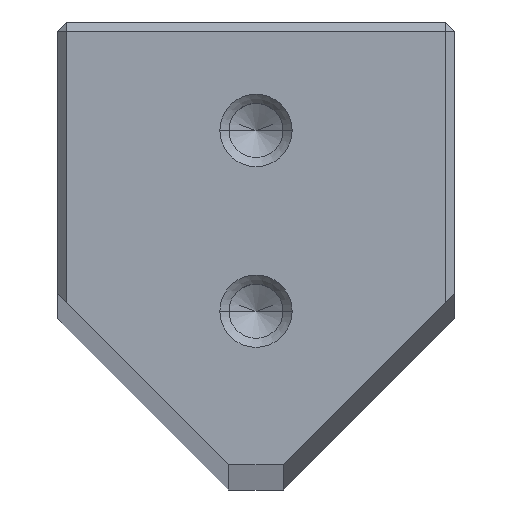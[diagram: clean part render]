
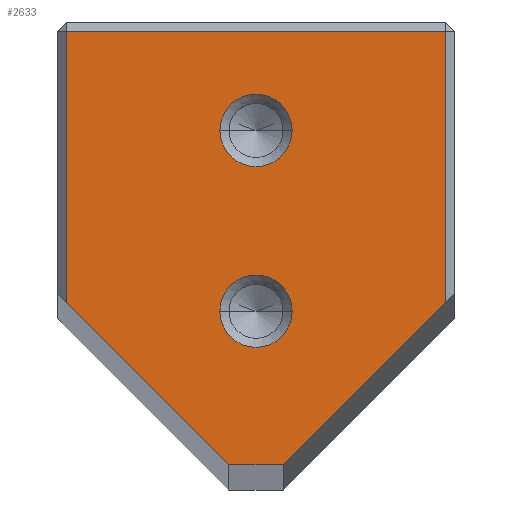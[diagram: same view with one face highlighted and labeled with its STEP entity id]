
A CAD part, top view. The second image highlights one B-rep face of the part: STEP entity #2633.
In plain terms, the highlighted planar face has unit normal (0, 0, 1).
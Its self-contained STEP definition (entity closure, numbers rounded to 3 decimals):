
#2633=ADVANCED_FACE('',(#3405,#3406,#3407),#2986,.T.);
#2986=PLANE('',#9550);
#3229=CIRCLE('',#9393,2.);
#3231=CIRCLE('',#9396,2.);
#3332=CIRCLE('',#9548,2.);
#3333=CIRCLE('',#9549,2.);
#3405=FACE_BOUND('',#3541,.T.);
#3406=FACE_BOUND('',#3542,.T.);
#3407=FACE_BOUND('',#3543,.T.);
#3541=EDGE_LOOP('',(#4625,#4626));
#3542=EDGE_LOOP('',(#4627,#4628));
#3543=EDGE_LOOP('',(#4629,#4630,#4631,#4632,#4633,#4634));
#4625=ORIENTED_EDGE('',*,*,#7147,.T.);
#4626=ORIENTED_EDGE('',*,*,#7344,.T.);
#4627=ORIENTED_EDGE('',*,*,#7143,.T.);
#4628=ORIENTED_EDGE('',*,*,#7345,.T.);
#4629=ORIENTED_EDGE('',*,*,#7321,.T.);
#4630=ORIENTED_EDGE('',*,*,#7346,.T.);
#4631=ORIENTED_EDGE('',*,*,#7347,.T.);
#4632=ORIENTED_EDGE('',*,*,#7348,.T.);
#4633=ORIENTED_EDGE('',*,*,#7327,.T.);
#4634=ORIENTED_EDGE('',*,*,#7323,.T.);
#6447=VERTEX_POINT('',#12258);
#6448=VERTEX_POINT('',#12260);
#6451=VERTEX_POINT('',#12267);
#6452=VERTEX_POINT('',#12269);
#6577=VERTEX_POINT('',#12613);
#6578=VERTEX_POINT('',#12615);
#6579=VERTEX_POINT('',#12619);
#6582=VERTEX_POINT('',#12627);
#6589=VERTEX_POINT('',#12656);
#6590=VERTEX_POINT('',#12658);
#7143=EDGE_CURVE('',#6448,#6447,#3229,.T.);
#7147=EDGE_CURVE('',#6452,#6451,#3231,.T.);
#7321=EDGE_CURVE('',#6578,#6577,#8177,.T.);
#7323=EDGE_CURVE('',#6579,#6578,#8179,.T.);
#7327=EDGE_CURVE('',#6582,#6579,#8183,.T.);
#7344=EDGE_CURVE('',#6451,#6452,#3332,.T.);
#7345=EDGE_CURVE('',#6447,#6448,#3333,.T.);
#7346=EDGE_CURVE('',#6577,#6589,#8192,.T.);
#7347=EDGE_CURVE('',#6589,#6590,#8193,.T.);
#7348=EDGE_CURVE('',#6590,#6582,#8194,.T.);
#8177=LINE('',#12614,#8895);
#8179=LINE('',#12618,#8897);
#8183=LINE('',#12626,#8901);
#8192=LINE('',#12655,#8910);
#8193=LINE('',#12657,#8911);
#8194=LINE('',#12659,#8912);
#8895=VECTOR('',#10427,1.);
#8897=VECTOR('',#10431,1.);
#8901=VECTOR('',#10437,1.);
#8910=VECTOR('',#10472,1.);
#8911=VECTOR('',#10473,1.);
#8912=VECTOR('',#10474,1.);
#9393=AXIS2_PLACEMENT_3D('',#12259,#10060,#10061);
#9396=AXIS2_PLACEMENT_3D('',#12268,#10068,#10069);
#9548=AXIS2_PLACEMENT_3D('',#12653,#10468,#10469);
#9549=AXIS2_PLACEMENT_3D('',#12654,#10470,#10471);
#9550=AXIS2_PLACEMENT_3D('',#12660,#10475,#10476);
#10060=DIRECTION('',(0.,0.,-1.));
#10061=DIRECTION('',(1.,0.,0.));
#10068=DIRECTION('',(0.,0.,-1.));
#10069=DIRECTION('',(1.,0.,0.));
#10427=DIRECTION('',(0.707,0.707,0.));
#10431=DIRECTION('',(1.,0.,0.));
#10437=DIRECTION('',(0.707,-0.707,0.));
#10468=DIRECTION('',(0.,0.,-1.));
#10469=DIRECTION('',(1.,0.,0.));
#10470=DIRECTION('',(0.,0.,-1.));
#10471=DIRECTION('',(1.,0.,0.));
#10472=DIRECTION('',(0.,1.,0.));
#10473=DIRECTION('',(-1.,0.,0.));
#10474=DIRECTION('',(0.,-1.,0.));
#10475=DIRECTION('',(0.,0.,1.));
#10476=DIRECTION('',(1.,0.,0.));
#12258=CARTESIAN_POINT('',(-2.,38.,0.));
#12259=CARTESIAN_POINT('',(0.,38.,0.));
#12260=CARTESIAN_POINT('',(2.,38.,0.));
#12267=CARTESIAN_POINT('',(-2.,28.,0.));
#12268=CARTESIAN_POINT('',(0.,28.,0.));
#12269=CARTESIAN_POINT('',(2.,28.,0.));
#12613=CARTESIAN_POINT('',(10.5,28.5,0.));
#12614=CARTESIAN_POINT('',(1.5,19.5,0.));
#12615=CARTESIAN_POINT('',(1.5,19.5,0.));
#12618=CARTESIAN_POINT('',(-1.5,19.5,0.));
#12619=CARTESIAN_POINT('',(-1.5,19.5,0.));
#12626=CARTESIAN_POINT('',(-1.5,19.5,0.));
#12627=CARTESIAN_POINT('',(-10.5,28.5,0.));
#12653=CARTESIAN_POINT('',(0.,28.,0.));
#12654=CARTESIAN_POINT('',(0.,38.,0.));
#12655=CARTESIAN_POINT('',(10.5,18.,0.));
#12656=CARTESIAN_POINT('',(10.5,43.5,0.));
#12657=CARTESIAN_POINT('',(0.,43.5,0.));
#12658=CARTESIAN_POINT('',(-10.5,43.5,0.));
#12659=CARTESIAN_POINT('',(-10.5,18.,0.));
#12660=CARTESIAN_POINT('',(0.,18.,0.));
